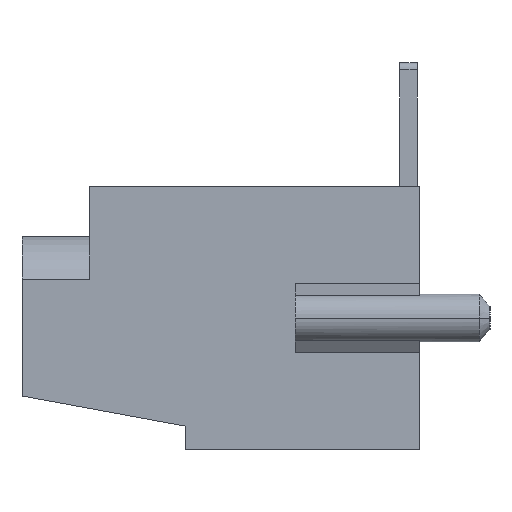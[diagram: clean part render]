
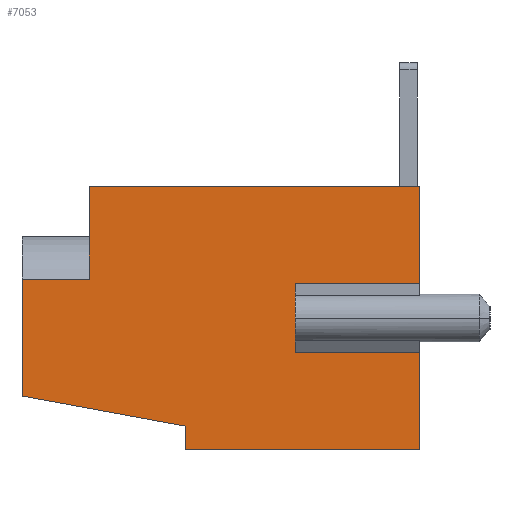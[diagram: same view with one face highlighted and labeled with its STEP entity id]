
A CAD part, left-side view. The second image highlights one B-rep face of the part: STEP entity #7053.
In plain terms, the highlighted planar face has unit normal (-1, 0, 0).
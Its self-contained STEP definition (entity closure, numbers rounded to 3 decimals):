
#4 = LINE ( 'NONE', #8354, #1630 ) ;
#166 = ORIENTED_EDGE ( 'NONE', *, *, #14892, .F. ) ;
#180 = LINE ( 'NONE', #846, #4305 ) ;
#197 = DIRECTION ( 'NONE',  ( 0., 0., 1. ) ) ;
#226 = VERTEX_POINT ( 'NONE', #14822 ) ;
#315 = LINE ( 'NONE', #10344, #4088 ) ;
#738 = LINE ( 'NONE', #5690, #12621 ) ;
#846 = CARTESIAN_POINT ( 'NONE',  ( -7.1, 0., -4.65 ) ) ;
#895 = DIRECTION ( 'NONE',  ( 0., 1., 0. ) ) ;
#1271 = EDGE_CURVE ( 'NONE', #226, #10016, #10945, .T. ) ;
#1336 = ORIENTED_EDGE ( 'NONE', *, *, #10232, .F. ) ;
#1630 = VECTOR ( 'NONE', #6139, 1000. ) ;
#1910 = DIRECTION ( 'NONE',  ( 0., 0., 1. ) ) ;
#2091 = DIRECTION ( 'NONE',  ( 0., 0., 1. ) ) ;
#2123 = VECTOR ( 'NONE', #14039, 1000. ) ;
#2406 = DIRECTION ( 'NONE',  ( 1., 0., 0. ) ) ;
#3016 = DIRECTION ( 'NONE',  ( 0., -0.182, 0.983 ) ) ;
#3096 = LINE ( 'NONE', #6479, #9215 ) ;
#3186 = EDGE_CURVE ( 'NONE', #3918, #13200, #5856, .T. ) ;
#3192 = CARTESIAN_POINT ( 'NONE',  ( -7.1, -1.1, 4.65 ) ) ;
#3442 = ORIENTED_EDGE ( 'NONE', *, *, #12266, .F. ) ;
#3483 = DIRECTION ( 'NONE',  ( 0., 0., -1. ) ) ;
#3544 = ORIENTED_EDGE ( 'NONE', *, *, #4400, .T. ) ;
#3847 = CARTESIAN_POINT ( 'NONE',  ( -7.1, 0.975, -1.15 ) ) ;
#3918 = VERTEX_POINT ( 'NONE', #4319 ) ;
#3971 = VECTOR ( 'NONE', #2091, 1000. ) ;
#4034 = VERTEX_POINT ( 'NONE', #4367 ) ;
#4071 = VERTEX_POINT ( 'NONE', #8047 ) ;
#4076 = VECTOR ( 'NONE', #197, 1000. ) ;
#4088 = VECTOR ( 'NONE', #11603, 1000. ) ;
#4305 = VECTOR ( 'NONE', #895, 1000. ) ;
#4319 = CARTESIAN_POINT ( 'NONE',  ( -7.1, 3.7, -4.65 ) ) ;
#4325 = DIRECTION ( 'NONE',  ( 0., 0., -1. ) ) ;
#4367 = CARTESIAN_POINT ( 'NONE',  ( -7.1, 0.975, -4.65 ) ) ;
#4400 = EDGE_CURVE ( 'NONE', #6165, #13200, #4, .T. ) ;
#4442 = EDGE_LOOP ( 'NONE', ( #9351, #10590, #1336, #14840, #166, #9115, #3544, #14010, #4659, #9755, #3442, #7880 ) ) ;
#4653 = CARTESIAN_POINT ( 'NONE',  ( -7.1, 3.7, 1.95 ) ) ;
#4659 = ORIENTED_EDGE ( 'NONE', *, *, #4707, .F. ) ;
#4707 = EDGE_CURVE ( 'NONE', #4034, #3918, #180, .T. ) ;
#4994 = VECTOR ( 'NONE', #1910, 1000. ) ;
#5031 = VERTEX_POINT ( 'NONE', #3192 ) ;
#5595 = CARTESIAN_POINT ( 'NONE',  ( -7.1, -3.7, 4.65 ) ) ;
#5690 = CARTESIAN_POINT ( 'NONE',  ( -7.1, -1.1, 0. ) ) ;
#5765 = CARTESIAN_POINT ( 'NONE',  ( -7.1, 0., 0. ) ) ;
#5815 = PLANE ( 'NONE',  #6955 ) ;
#5856 = LINE ( 'NONE', #7885, #4994 ) ;
#6139 = DIRECTION ( 'NONE',  ( 0., 1., 0. ) ) ;
#6165 = VERTEX_POINT ( 'NONE', #11350 ) ;
#6210 = CARTESIAN_POINT ( 'NONE',  ( -7.1, -0.975, -4.65 ) ) ;
#6260 = EDGE_CURVE ( 'NONE', #12927, #4034, #8879, .T. ) ;
#6479 = CARTESIAN_POINT ( 'NONE',  ( -7.1, 3.05, 1.95 ) ) ;
#6654 = LINE ( 'NONE', #10210, #12225 ) ;
#6869 = DIRECTION ( 'NONE',  ( 0., 0., -1. ) ) ;
#6955 = AXIS2_PLACEMENT_3D ( 'NONE', #5765, #2406, #6869 ) ;
#7053 = ADVANCED_FACE ( 'NONE', ( #8858 ), #5815, .F. ) ;
#7129 = EDGE_CURVE ( 'NONE', #6165, #10670, #3096, .T. ) ;
#7153 = EDGE_CURVE ( 'NONE', #13941, #14408, #12624, .T. ) ;
#7880 = ORIENTED_EDGE ( 'NONE', *, *, #7153, .F. ) ;
#7885 = CARTESIAN_POINT ( 'NONE',  ( -7.1, 3.7, 0. ) ) ;
#8047 = CARTESIAN_POINT ( 'NONE',  ( -7.1, -1.1, 6.55 ) ) ;
#8164 = VECTOR ( 'NONE', #4325, 1000. ) ;
#8354 = CARTESIAN_POINT ( 'NONE',  ( -7.1, 3.7, 1.95 ) ) ;
#8495 = VECTOR ( 'NONE', #14146, 1000. ) ;
#8524 = CARTESIAN_POINT ( 'NONE',  ( -7.1, -0.975, -1.15 ) ) ;
#8858 = FACE_OUTER_BOUND ( 'NONE', #4442, .T. ) ;
#8879 = LINE ( 'NONE', #10162, #8164 ) ;
#9115 = ORIENTED_EDGE ( 'NONE', *, *, #7129, .F. ) ;
#9215 = VECTOR ( 'NONE', #3016, 1000. ) ;
#9260 = DIRECTION ( 'NONE',  ( 0., -1., 0. ) ) ;
#9351 = ORIENTED_EDGE ( 'NONE', *, *, #10921, .F. ) ;
#9500 = CARTESIAN_POINT ( 'NONE',  ( -7.1, 0., 6.55 ) ) ;
#9755 = ORIENTED_EDGE ( 'NONE', *, *, #6260, .F. ) ;
#9851 = CARTESIAN_POINT ( 'NONE',  ( -7.1, 2.2, 6.55 ) ) ;
#10016 = VERTEX_POINT ( 'NONE', #5595 ) ;
#10162 = CARTESIAN_POINT ( 'NONE',  ( -7.1, 0.975, 0. ) ) ;
#10210 = CARTESIAN_POINT ( 'NONE',  ( -7.1, 0., 4.65 ) ) ;
#10232 = EDGE_CURVE ( 'NONE', #5031, #10016, #6654, .T. ) ;
#10344 = CARTESIAN_POINT ( 'NONE',  ( -7.1, 0., -4.65 ) ) ;
#10590 = ORIENTED_EDGE ( 'NONE', *, *, #1271, .T. ) ;
#10635 = CARTESIAN_POINT ( 'NONE',  ( -7.1, 0., -1.15 ) ) ;
#10670 = VERTEX_POINT ( 'NONE', #9851 ) ;
#10921 = EDGE_CURVE ( 'NONE', #226, #13941, #315, .T. ) ;
#10945 = LINE ( 'NONE', #11480, #4076 ) ;
#11350 = CARTESIAN_POINT ( 'NONE',  ( -7.1, 3.05, 1.95 ) ) ;
#11480 = CARTESIAN_POINT ( 'NONE',  ( -7.1, -3.7, 4.65 ) ) ;
#11603 = DIRECTION ( 'NONE',  ( 0., 1., 0. ) ) ;
#12225 = VECTOR ( 'NONE', #9260, 1000. ) ;
#12263 = LINE ( 'NONE', #10635, #8495 ) ;
#12266 = EDGE_CURVE ( 'NONE', #14408, #12927, #12263, .T. ) ;
#12621 = VECTOR ( 'NONE', #3483, 1000. ) ;
#12624 = LINE ( 'NONE', #13489, #3971 ) ;
#12927 = VERTEX_POINT ( 'NONE', #3847 ) ;
#13200 = VERTEX_POINT ( 'NONE', #4653 ) ;
#13489 = CARTESIAN_POINT ( 'NONE',  ( -7.1, -0.975, 0. ) ) ;
#13743 = EDGE_CURVE ( 'NONE', #4071, #5031, #738, .T. ) ;
#13941 = VERTEX_POINT ( 'NONE', #6210 ) ;
#14010 = ORIENTED_EDGE ( 'NONE', *, *, #3186, .F. ) ;
#14039 = DIRECTION ( 'NONE',  ( 0., -1., 0. ) ) ;
#14146 = DIRECTION ( 'NONE',  ( 0., 1., 0. ) ) ;
#14408 = VERTEX_POINT ( 'NONE', #8524 ) ;
#14561 = LINE ( 'NONE', #9500, #2123 ) ;
#14822 = CARTESIAN_POINT ( 'NONE',  ( -7.1, -3.7, -4.65 ) ) ;
#14840 = ORIENTED_EDGE ( 'NONE', *, *, #13743, .F. ) ;
#14892 = EDGE_CURVE ( 'NONE', #10670, #4071, #14561, .T. ) ;
